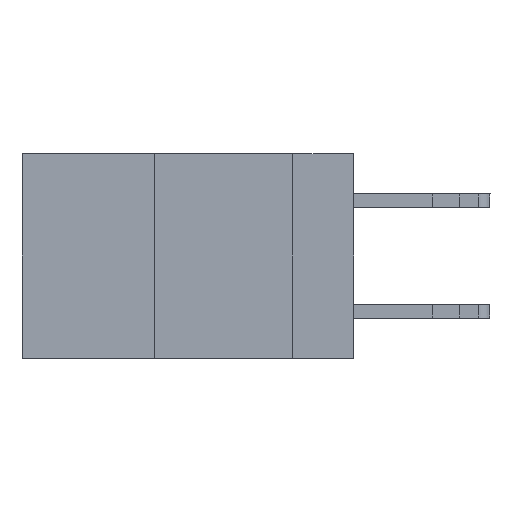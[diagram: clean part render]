
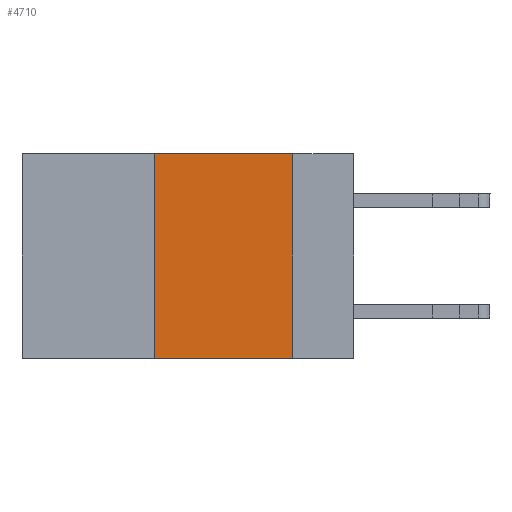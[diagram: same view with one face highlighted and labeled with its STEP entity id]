
A CAD part, left-side view. The second image highlights one B-rep face of the part: STEP entity #4710.
In plain terms, the highlighted planar face has unit normal (-1, 0, 0).
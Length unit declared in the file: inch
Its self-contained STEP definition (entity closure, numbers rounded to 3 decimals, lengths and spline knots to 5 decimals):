
#61 = VECTOR ( 'NONE', #3052, 39.37008 ) ;
#80 = ORIENTED_EDGE ( 'NONE', *, *, #15859, .F. ) ;
#1202 = CARTESIAN_POINT ( 'NONE',  ( 0., 0.36, 0. ) ) ;
#1704 = LINE ( 'NONE', #1903, #61 ) ;
#1903 = CARTESIAN_POINT ( 'NONE',  ( 0., 0.6, 0. ) ) ;
#2517 = VECTOR ( 'NONE', #4692, 39.37008 ) ;
#3052 = DIRECTION ( 'NONE',  ( 0., -1., 0. ) ) ;
#3136 = CARTESIAN_POINT ( 'NONE',  ( 0., 0.11, 0. ) ) ;
#3205 = VERTEX_POINT ( 'NONE', #1202 ) ;
#3729 = EDGE_CURVE ( 'NONE', #16812, #12659, #6337, .T. ) ;
#3872 = ORIENTED_EDGE ( 'NONE', *, *, #9041, .T. ) ;
#4032 = ORIENTED_EDGE ( 'NONE', *, *, #20092, .F. ) ;
#4692 = DIRECTION ( 'NONE',  ( 0., 0., -1. ) ) ;
#4710 = ADVANCED_FACE ( 'NONE', ( #18133 ), #7072, .F. ) ;
#4866 = ORIENTED_EDGE ( 'NONE', *, *, #3729, .F. ) ;
#5090 = VECTOR ( 'NONE', #8142, 39.37008 ) ;
#6123 = LINE ( 'NONE', #10970, #5090 ) ;
#6337 = LINE ( 'NONE', #3136, #2517 ) ;
#6347 = CARTESIAN_POINT ( 'NONE',  ( 0., 0.36, 0. ) ) ;
#7072 = PLANE ( 'NONE',  #14787 ) ;
#8142 = DIRECTION ( 'NONE',  ( 0., -1., 0. ) ) ;
#8309 = DIRECTION ( 'NONE',  ( 1., 0., 0. ) ) ;
#9041 = EDGE_CURVE ( 'NONE', #14579, #12659, #6123, .T. ) ;
#10970 = CARTESIAN_POINT ( 'NONE',  ( 0., 0.6, -0.37 ) ) ;
#11027 = CARTESIAN_POINT ( 'NONE',  ( 0., 0.11, -0.37 ) ) ;
#12484 = EDGE_LOOP ( 'NONE', ( #4866, #4032, #80, #3872 ) ) ;
#12659 = VERTEX_POINT ( 'NONE', #11027 ) ;
#12984 = DIRECTION ( 'NONE',  ( 0., 0., -1. ) ) ;
#14319 = DIRECTION ( 'NONE',  ( 0., 0., 1. ) ) ;
#14579 = VERTEX_POINT ( 'NONE', #19056 ) ;
#14787 = AXIS2_PLACEMENT_3D ( 'NONE', #16399, #8309, #12984 ) ;
#15859 = EDGE_CURVE ( 'NONE', #14579, #3205, #20316, .T. ) ;
#16399 = CARTESIAN_POINT ( 'NONE',  ( 0., 0.6, 0. ) ) ;
#16812 = VERTEX_POINT ( 'NONE', #17365 ) ;
#16855 = VECTOR ( 'NONE', #14319, 39.37008 ) ;
#17365 = CARTESIAN_POINT ( 'NONE',  ( 0., 0.11, 0. ) ) ;
#18133 = FACE_OUTER_BOUND ( 'NONE', #12484, .T. ) ;
#19056 = CARTESIAN_POINT ( 'NONE',  ( 0., 0.36, -0.37 ) ) ;
#20092 = EDGE_CURVE ( 'NONE', #3205, #16812, #1704, .T. ) ;
#20316 = LINE ( 'NONE', #6347, #16855 ) ;
